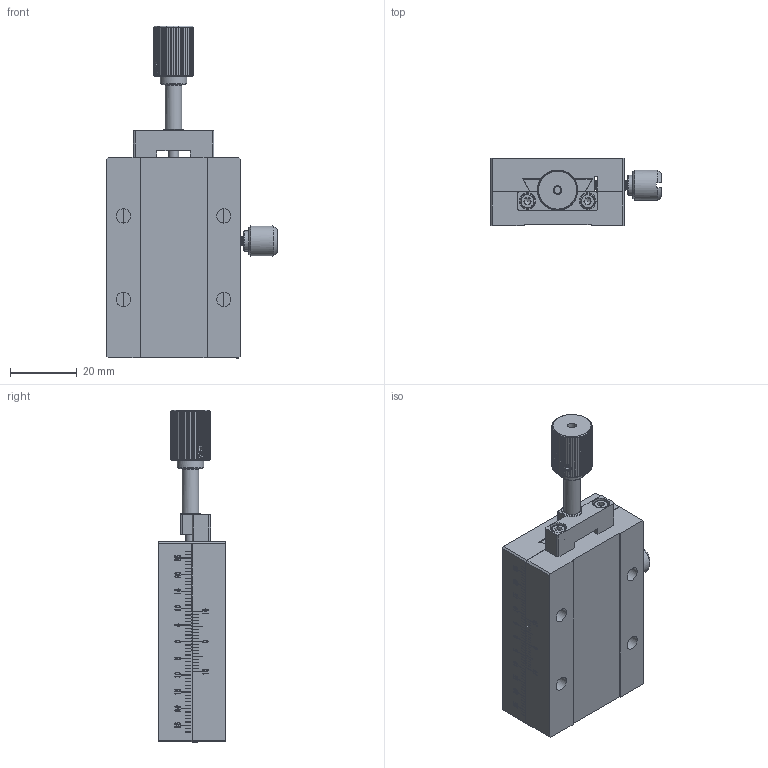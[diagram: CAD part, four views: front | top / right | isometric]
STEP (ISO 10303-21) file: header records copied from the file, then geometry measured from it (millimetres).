
FILE_DESCRIPTION (( 'STEP AP203' ), '1' );
FILE_NAME ('528757.STEP', '2024-10-15T01:11:11', ( 'Windows User' ), ( 'P R C' ), 'SwSTEP 2.0', 'SolidWorks 2020', '' );
FILE_SCHEMA (( 'CONFIG_CONTROL_DESIGN' ));
Products named in the file (1): 528757
Bounding box: 51 x 20 x 99.3 mm (x, y, z)
Volume: 47058.8 mm3; surface area: 23115.5 mm2
Topology: 12 solids, 12 shells, 1345 faces, 3646 edges, 2368 vertices
Faces by surface type: plane 817, bspline 247, cylinder 154, cone 127
Full cylindrical faces by diameter (mm): 2.05 x3, 2.5 x16, 2.6 x1, 2.9 x2, 3 x40, 3.3 x6, 4 x2, 4.3 x4, 4.5 x2, 5 x5, 6 x3, 8 x5, 9 x1
Entity records: 62534 total; most frequent: CARTESIAN_POINT 32095, ORIENTED_EDGE 6856, DIRECTION 5122, EDGE_CURVE 3428, VERTEX_POINT 2270, VECTOR 2244, LINE 2244, EDGE_LOOP 1486
